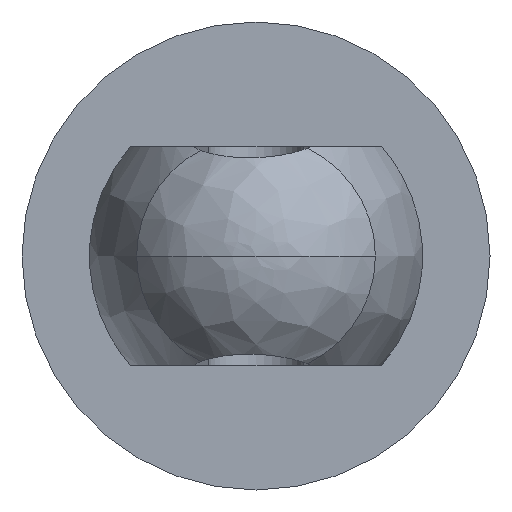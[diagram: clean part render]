
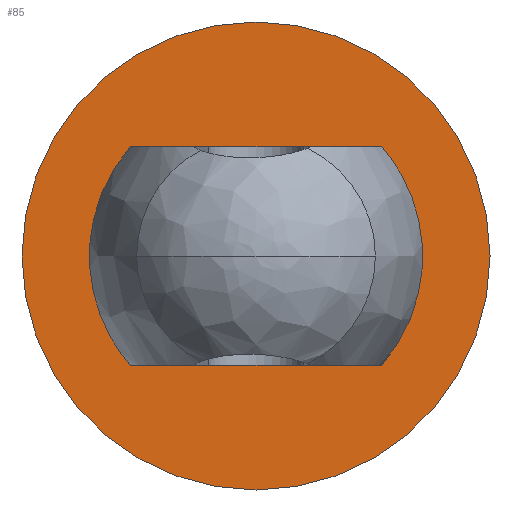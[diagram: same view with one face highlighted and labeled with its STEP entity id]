
A CAD part, front view. The second image highlights one B-rep face of the part: STEP entity #85.
In plain terms, the highlighted planar face has unit normal (0, -1, 0).
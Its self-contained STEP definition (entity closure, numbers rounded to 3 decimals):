
#85=ADVANCED_FACE('NONE',(#166,#167),#168,.F.);
#166=FACE_OUTER_BOUND('',#373,.T.);
#167=FACE_BOUND('',#374,.T.);
#168=PLANE('',#375);
#373=EDGE_LOOP('',(#717,#718));
#374=EDGE_LOOP('',(#719,#720,#721,#722,#723,#724));
#375=AXIS2_PLACEMENT_3D('',#725,#726,#727);
#717=ORIENTED_EDGE('',*,*,#922,.T.);
#718=ORIENTED_EDGE('',*,*,#941,.T.);
#719=ORIENTED_EDGE('',*,*,#942,.F.);
#720=ORIENTED_EDGE('',*,*,#943,.F.);
#721=ORIENTED_EDGE('',*,*,#944,.F.);
#722=ORIENTED_EDGE('',*,*,#945,.F.);
#723=ORIENTED_EDGE('',*,*,#946,.F.);
#724=ORIENTED_EDGE('',*,*,#947,.F.);
#725=CARTESIAN_POINT('',(-2.249,0.0,-2.249));
#726=DIRECTION('',(-0.0,1.0,0.0));
#727=DIRECTION('',(1.0,0.0,0.0));
#922=EDGE_CURVE('NONE',#1105,#1103,#1106,.T.);
#941=EDGE_CURVE('NONE',#1103,#1105,#1137,.T.);
#942=EDGE_CURVE('NONE',#1138,#1139,#1140,.T.);
#943=EDGE_CURVE('NONE',#1141,#1138,#1142,.T.);
#944=EDGE_CURVE('NONE',#1143,#1141,#1144,.T.);
#945=EDGE_CURVE('NONE',#1145,#1143,#1146,.T.);
#946=EDGE_CURVE('NONE',#1147,#1145,#1148,.T.);
#947=EDGE_CURVE('NONE',#1139,#1147,#1149,.T.);
#1103=VERTEX_POINT('NONE',#1432);
#1105=VERTEX_POINT('NONE',#1435);
#1106=CIRCLE('',#1436,2.223);
#1137=CIRCLE('',#1492,2.223);
#1138=VERTEX_POINT('NONE',#1493);
#1139=VERTEX_POINT('NONE',#1494);
#1140=LINE('',#1495,#1496);
#1141=VERTEX_POINT('NONE',#1497);
#1142=CIRCLE('',#1498,1.215);
#1143=VERTEX_POINT('NONE',#1499);
#1144=LINE('',#1500,#1501);
#1145=VERTEX_POINT('NONE',#1502);
#1146=LINE('',#1503,#1504);
#1147=VERTEX_POINT('NONE',#1505);
#1148=CIRCLE('',#1506,1.215);
#1149=LINE('',#1507,#1508);
#1432=CARTESIAN_POINT('',(0.,0.0,2.223));
#1435=CARTESIAN_POINT('',(0.0,0.0,-2.223));
#1436=AXIS2_PLACEMENT_3D('',#1743,#1744,#1745);
#1492=AXIS2_PLACEMENT_3D('',#1777,#1778,#1779);
#1493=CARTESIAN_POINT('',(-0.628,0.0,-1.04));
#1494=CARTESIAN_POINT('',(0.,0.0,-1.04));
#1495=CARTESIAN_POINT('',(0.0,0.0,-1.04));
#1496=VECTOR('',#1780,1000.0);
#1497=CARTESIAN_POINT('',(-0.628,0.0,1.04));
#1498=AXIS2_PLACEMENT_3D('',#1781,#1782,#1783);
#1499=CARTESIAN_POINT('',(0.,0.0,1.04));
#1500=CARTESIAN_POINT('',(0.0,0.0,1.04));
#1501=VECTOR('',#1784,1000.0);
#1502=CARTESIAN_POINT('',(0.628,0.0,1.04));
#1503=CARTESIAN_POINT('',(0.0,0.0,1.04));
#1504=VECTOR('',#1785,1000.0);
#1505=CARTESIAN_POINT('',(0.628,0.0,-1.04));
#1506=AXIS2_PLACEMENT_3D('',#1786,#1787,#1788);
#1507=CARTESIAN_POINT('',(0.0,0.0,-1.04));
#1508=VECTOR('',#1789,1000.0);
#1743=CARTESIAN_POINT('',(0.0,0.0,0.0));
#1744=DIRECTION('',(0.0,-1.0,0.0));
#1745=DIRECTION('',(0.0,0.0,-1.0));
#1777=CARTESIAN_POINT('',(0.0,0.0,0.0));
#1778=DIRECTION('',(0.0,-1.0,0.0));
#1779=DIRECTION('',(0.0,0.0,-1.0));
#1780=DIRECTION('',(1.0,0.0,0.0));
#1781=CARTESIAN_POINT('',(0.0,0.0,0.0));
#1782=DIRECTION('',(0.0,-1.0,0.0));
#1783=DIRECTION('',(0.0,0.0,1.0));
#1784=DIRECTION('',(-1.0,-0.0,-0.0));
#1785=DIRECTION('',(-1.0,-0.0,-0.0));
#1786=CARTESIAN_POINT('',(0.0,0.0,0.0));
#1787=DIRECTION('',(0.0,-1.0,0.0));
#1788=DIRECTION('',(0.0,0.0,1.0));
#1789=DIRECTION('',(1.0,0.0,0.0));
